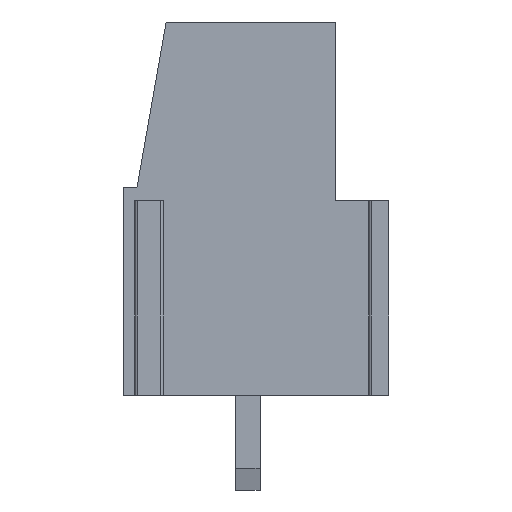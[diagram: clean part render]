
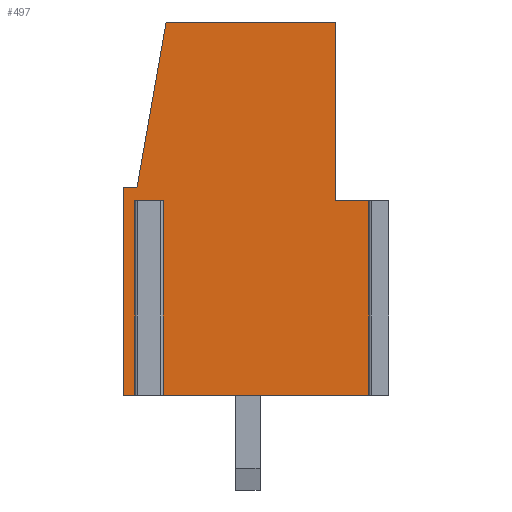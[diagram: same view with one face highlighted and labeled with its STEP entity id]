
A CAD part, left-side view. The second image highlights one B-rep face of the part: STEP entity #497.
In plain terms, the highlighted planar face has unit normal (-1, 0, 0).
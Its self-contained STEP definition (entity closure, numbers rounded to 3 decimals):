
#497 = ADVANCED_FACE( '', ( #960 ), #961, .T. );
#960 = FACE_OUTER_BOUND( '', #1406, .T. );
#961 = PLANE( '', #1407 );
#1406 = EDGE_LOOP( '', ( #2710, #2711, #2712, #2713, #2714, #2715, #2716, #2717, #2718, #2719, #2720, #2721 ) );
#1407 = AXIS2_PLACEMENT_3D( '', #2722, #2723, #2724 );
#2710 = ORIENTED_EDGE( '', *, *, #2960, .F. );
#2711 = ORIENTED_EDGE( '', *, *, #3223, .T. );
#2712 = ORIENTED_EDGE( '', *, *, #3292, .F. );
#2713 = ORIENTED_EDGE( '', *, *, #3243, .F. );
#2714 = ORIENTED_EDGE( '', *, *, #3144, .F. );
#2715 = ORIENTED_EDGE( '', *, *, #3020, .F. );
#2716 = ORIENTED_EDGE( '', *, *, #3260, .F. );
#2717 = ORIENTED_EDGE( '', *, *, #3303, .T. );
#2718 = ORIENTED_EDGE( '', *, *, #3089, .F. );
#2719 = ORIENTED_EDGE( '', *, *, #3363, .T. );
#2720 = ORIENTED_EDGE( '', *, *, #2881, .F. );
#2721 = ORIENTED_EDGE( '', *, *, #3300, .T. );
#2722 = CARTESIAN_POINT( '', ( -2.54, 0., 0. ) );
#2723 = DIRECTION( '', ( -1., 0., 0. ) );
#2724 = DIRECTION( '', ( 0., 0., 1. ) );
#2881 = EDGE_CURVE( '', #3474, #3477, #3478, .T. );
#2960 = EDGE_CURVE( '', #3614, #3616, #3617, .T. );
#3020 = EDGE_CURVE( '', #3718, #3720, #3721, .T. );
#3089 = EDGE_CURVE( '', #3829, #3831, #3832, .T. );
#3144 = EDGE_CURVE( '', #3720, #3911, #3912, .T. );
#3223 = EDGE_CURVE( '', #3614, #4019, #4021, .T. );
#3243 = EDGE_CURVE( '', #3911, #4047, #4048, .T. );
#3260 = EDGE_CURVE( '', #4065, #3718, #4067, .T. );
#3292 = EDGE_CURVE( '', #4047, #4019, #4103, .T. );
#3300 = EDGE_CURVE( '', #3474, #3616, #4111, .T. );
#3303 = EDGE_CURVE( '', #4065, #3831, #4115, .T. );
#3363 = EDGE_CURVE( '', #3829, #3477, #4181, .T. );
#3474 = VERTEX_POINT( '', #4338 );
#3477 = VERTEX_POINT( '', #4342 );
#3478 = LINE( '', #4343, #4344 );
#3614 = VERTEX_POINT( '', #4533 );
#3616 = VERTEX_POINT( '', #4536 );
#3617 = LINE( '', #4537, #4538 );
#3718 = VERTEX_POINT( '', #4689 );
#3720 = VERTEX_POINT( '', #4692 );
#3721 = LINE( '', #4693, #4694 );
#3829 = VERTEX_POINT( '', #4853 );
#3831 = VERTEX_POINT( '', #4856 );
#3832 = LINE( '', #4857, #4858 );
#3911 = VERTEX_POINT( '', #4970 );
#3912 = LINE( '', #4971, #4972 );
#4019 = VERTEX_POINT( '', #5133 );
#4021 = LINE( '', #5136, #5137 );
#4047 = VERTEX_POINT( '', #5175 );
#4048 = LINE( '', #5176, #5177 );
#4065 = VERTEX_POINT( '', #5203 );
#4067 = LINE( '', #5206, #5207 );
#4103 = LINE( '', #5259, #5260 );
#4111 = LINE( '', #5272, #5273 );
#4115 = LINE( '', #5278, #5279 );
#4181 = LINE( '', #5373, #5374 );
#4338 = CARTESIAN_POINT( '', ( -2.54, -1.204, 0. ) );
#4342 = CARTESIAN_POINT( '', ( -2.54, -1.204, 7.2 ) );
#4343 = CARTESIAN_POINT( '', ( -2.54, -1.204, -11.5 ) );
#4344 = VECTOR( '', #5437, 1000. );
#4533 = CARTESIAN_POINT( '', ( -2.54, -9.346, 7.2 ) );
#4536 = CARTESIAN_POINT( '', ( -2.54, -9.346, 0. ) );
#4537 = CARTESIAN_POINT( '', ( -2.54, -9.346, -11.5 ) );
#4538 = VECTOR( '', #5525, 1000. );
#4689 = CARTESIAN_POINT( '', ( -2.54, 0., 7.7 ) );
#4692 = CARTESIAN_POINT( '', ( -2.54, -0.5, 7.7 ) );
#4693 = CARTESIAN_POINT( '', ( -2.54, 0., 7.7 ) );
#4694 = VECTOR( '', #5577, 1000. );
#4853 = CARTESIAN_POINT( '', ( -2.54, -0.696, 7.2 ) );
#4856 = CARTESIAN_POINT( '', ( -2.54, -0.696, 0. ) );
#4857 = CARTESIAN_POINT( '', ( -2.54, -0.696, -11.5 ) );
#4858 = VECTOR( '', #5645, 1000. );
#4970 = CARTESIAN_POINT( '', ( -2.54, -1.576, 13.8 ) );
#4971 = CARTESIAN_POINT( '', ( -2.54, 2.885, -11.5 ) );
#4972 = VECTOR( '', #5697, 1000. );
#5133 = CARTESIAN_POINT( '', ( -2.54, -7.85, 7.2 ) );
#5136 = CARTESIAN_POINT( '', ( -2.54, 0., 7.2 ) );
#5137 = VECTOR( '', #5762, 1000. );
#5175 = CARTESIAN_POINT( '', ( -2.54, -7.85, 13.8 ) );
#5176 = CARTESIAN_POINT( '', ( -2.54, 0., 13.8 ) );
#5177 = VECTOR( '', #5775, 1000. );
#5203 = CARTESIAN_POINT( '', ( -2.54, 0., 0. ) );
#5206 = CARTESIAN_POINT( '', ( -2.54, 0., -11.5 ) );
#5207 = VECTOR( '', #5786, 1000. );
#5259 = CARTESIAN_POINT( '', ( -2.54, -7.85, -11.5 ) );
#5260 = VECTOR( '', #5803, 1000. );
#5272 = CARTESIAN_POINT( '', ( -2.54, 0., 0. ) );
#5273 = VECTOR( '', #5808, 1000. );
#5278 = CARTESIAN_POINT( '', ( -2.54, 0., 0. ) );
#5279 = VECTOR( '', #5813, 1000. );
#5373 = CARTESIAN_POINT( '', ( -2.54, 0., 7.2 ) );
#5374 = VECTOR( '', #5848, 1000. );
#5437 = DIRECTION( '', ( 0., 0., 1. ) );
#5525 = DIRECTION( '', ( 0., 0., -1. ) );
#5577 = DIRECTION( '', ( 0., -1., 0. ) );
#5645 = DIRECTION( '', ( 0., 0., -1. ) );
#5697 = DIRECTION( '', ( 0., -0.174, 0.985 ) );
#5762 = DIRECTION( '', ( 0., 1., 0. ) );
#5775 = DIRECTION( '', ( 0., -1., 0. ) );
#5786 = DIRECTION( '', ( 0., 0., 1. ) );
#5803 = DIRECTION( '', ( 0., 0., -1. ) );
#5808 = DIRECTION( '', ( 0., -1., 0. ) );
#5813 = DIRECTION( '', ( 0., -1., 0. ) );
#5848 = DIRECTION( '', ( 0., -1., 0. ) );
